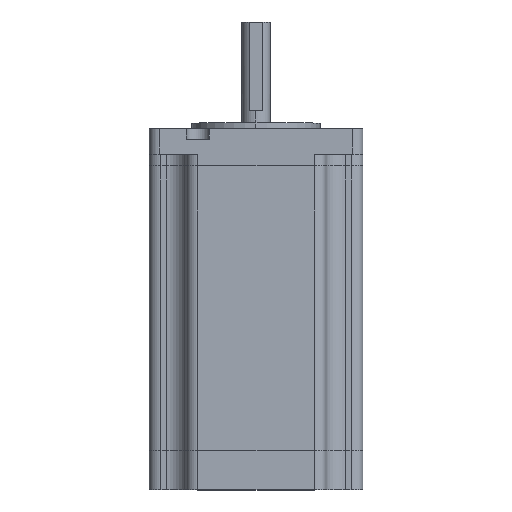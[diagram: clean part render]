
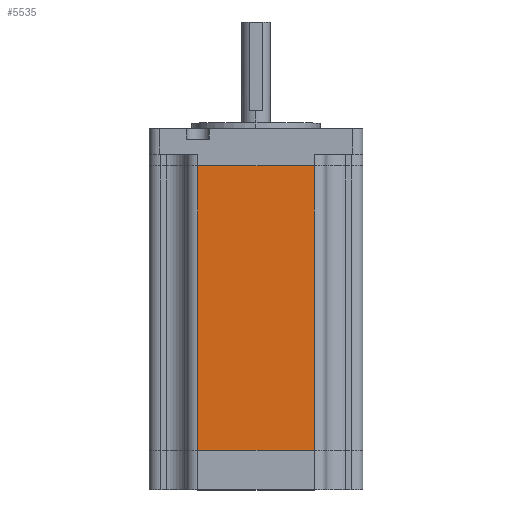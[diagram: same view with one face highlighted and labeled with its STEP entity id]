
A CAD part, top view. The second image highlights one B-rep face of the part: STEP entity #5535.
In plain terms, the highlighted planar face has unit normal (0, 0, 1).
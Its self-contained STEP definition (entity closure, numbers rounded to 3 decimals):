
#83 = EDGE_LOOP ( 'NONE', ( #8231, #1166, #4690, #5098 ) ) ;
#183 = DIRECTION ( 'NONE',  ( 0., 0., -1. ) ) ;
#280 = DIRECTION ( 'NONE',  ( 0., -1., 0. ) ) ;
#573 = VERTEX_POINT ( 'NONE', #598 ) ;
#598 = CARTESIAN_POINT ( 'NONE',  ( 13.65, 0., 0. ) ) ;
#849 = VECTOR ( 'NONE', #1612, 1000. ) ;
#946 = LINE ( 'NONE', #3599, #2463 ) ;
#1166 = ORIENTED_EDGE ( 'NONE', *, *, #1943, .F. ) ;
#1301 = VECTOR ( 'NONE', #6648, 1000. ) ;
#1612 = DIRECTION ( 'NONE',  ( 1., 0., 0. ) ) ;
#1676 = DIRECTION ( 'NONE',  ( 1., 0., 0. ) ) ;
#1932 = EDGE_CURVE ( 'NONE', #3374, #6958, #946, .T. ) ;
#1943 = EDGE_CURVE ( 'NONE', #6958, #3746, #5888, .T. ) ;
#2188 = EDGE_CURVE ( 'NONE', #573, #3746, #4473, .T. ) ;
#2463 = VECTOR ( 'NONE', #1676, 1000. ) ;
#2573 = CARTESIAN_POINT ( 'NONE',  ( 46.35, 0., 0. ) ) ;
#3011 = LINE ( 'NONE', #6628, #1301 ) ;
#3374 = VERTEX_POINT ( 'NONE', #7999 ) ;
#3599 = CARTESIAN_POINT ( 'NONE',  ( 13.65, 80., 0. ) ) ;
#3746 = VERTEX_POINT ( 'NONE', #2573 ) ;
#4035 = CARTESIAN_POINT ( 'NONE',  ( 13.65, 80., 0. ) ) ;
#4131 = CARTESIAN_POINT ( 'NONE',  ( 46.35, 80., 0. ) ) ;
#4473 = LINE ( 'NONE', #8050, #849 ) ;
#4519 = EDGE_CURVE ( 'NONE', #3374, #573, #3011, .T. ) ;
#4601 = AXIS2_PLACEMENT_3D ( 'NONE', #4035, #183, #4684 ) ;
#4684 = DIRECTION ( 'NONE',  ( -1., 0., 0. ) ) ;
#4690 = ORIENTED_EDGE ( 'NONE', *, *, #1932, .F. ) ;
#5098 = ORIENTED_EDGE ( 'NONE', *, *, #4519, .T. ) ;
#5304 = PLANE ( 'NONE',  #4601 ) ;
#5535 = ADVANCED_FACE ( 'NONE', ( #6982 ), #5304, .F. ) ;
#5599 = CARTESIAN_POINT ( 'NONE',  ( 46.35, 80., 0. ) ) ;
#5888 = LINE ( 'NONE', #4131, #7611 ) ;
#6628 = CARTESIAN_POINT ( 'NONE',  ( 13.65, 80., 0. ) ) ;
#6648 = DIRECTION ( 'NONE',  ( 0., -1., 0. ) ) ;
#6958 = VERTEX_POINT ( 'NONE', #5599 ) ;
#6982 = FACE_OUTER_BOUND ( 'NONE', #83, .T. ) ;
#7611 = VECTOR ( 'NONE', #280, 1000. ) ;
#7999 = CARTESIAN_POINT ( 'NONE',  ( 13.65, 80., 0. ) ) ;
#8050 = CARTESIAN_POINT ( 'NONE',  ( 13.65, 0., 0. ) ) ;
#8231 = ORIENTED_EDGE ( 'NONE', *, *, #2188, .T. ) ;
